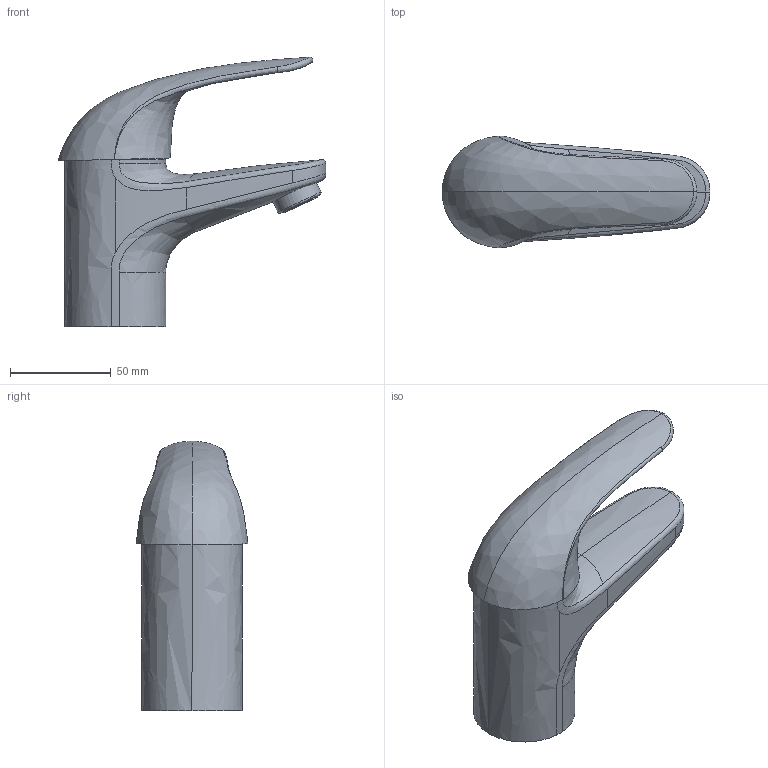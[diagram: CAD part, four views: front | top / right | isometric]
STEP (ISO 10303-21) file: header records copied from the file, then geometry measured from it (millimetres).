
FILE_DESCRIPTION(/* description */ ('Unknown'),/* implementation_level */ '2;1');
FILE_NAME(/* name */ '32734000',/* time_stamp */ '2022-09-09T06:07:58+02:00',/* author */ ('Unknown'),/* organization */ ('GROHE AG'),/* preprocessor_version */ 'ST-DEVELOPER v16.7',/* originating_system */ 'DEX',/* authorisation */ $);
FILE_SCHEMA (('AUTOMOTIVE_DESIGN {1 0 10303 214 3 1 1}'));
Length unit declared in the file: millimetre
Products named in the file (3): 32734000; id51
Assembly tree (2 placements, depth 2):
  32734000
    32734000
    id51
Bounding box: 132.82 x 55.43 x 133.61 mm (x, y, z)
Volume: 72577.4 mm3; surface area: 38273.9 mm2
Topology: 1 solids, 4 shells, 48 faces, 111 edges, 68 vertices
Faces by surface type: bspline 40, plane 4, cylinder 2, torus 1, cone 1
Full cylindrical faces by diameter (mm): 18 x1, 23.6 x1
Entity records: 11755 total; most frequent: CARTESIAN_POINT 10851, ORIENTED_EDGE 202, EDGE_CURVE 107, B_SPLINE_CURVE_WITH_KNOTS 97, VERTEX_POINT 68, EDGE_LOOP 52, FACE_BOUND 52, ADVANCED_FACE 48
